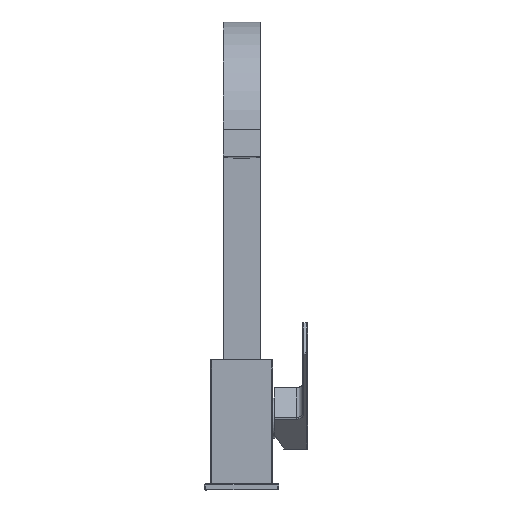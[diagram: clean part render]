
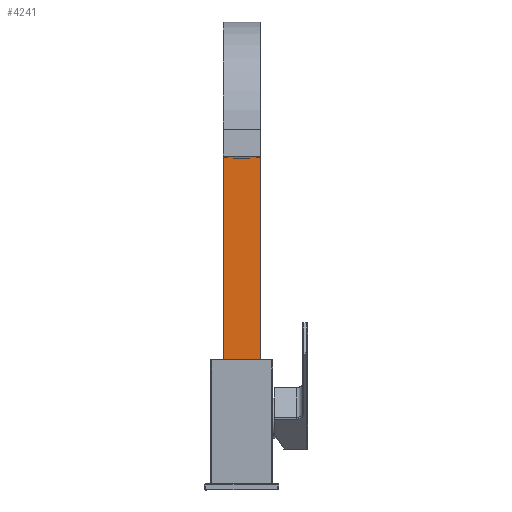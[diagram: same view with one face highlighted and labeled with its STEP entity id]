
A CAD part, top view. The second image highlights one B-rep face of the part: STEP entity #4241.
In plain terms, the highlighted planar face has unit normal (0, 0, 1).
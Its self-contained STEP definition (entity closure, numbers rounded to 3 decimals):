
#334=DIRECTION('',(0.,1.,0.));
#335=VECTOR('',#334,177.77);
#336=CARTESIAN_POINT('',(15.,100.,5.));
#337=LINE('',#336,#335);
#462=DIRECTION('',(1.,0.,0.));
#463=VECTOR('',#462,30.);
#464=CARTESIAN_POINT('',(-15.,100.,5.));
#465=LINE('',#464,#463);
#466=DIRECTION('',(0.,1.,0.));
#467=VECTOR('',#466,177.77);
#468=CARTESIAN_POINT('',(-15.,100.,5.));
#469=LINE('',#468,#467);
#580=DIRECTION('',(1.,0.,0.));
#581=VECTOR('',#580,30.);
#582=CARTESIAN_POINT('',(-15.,277.77,5.));
#583=LINE('',#582,#581);
#3384=CARTESIAN_POINT('',(-15.,277.77,5.));
#3385=CARTESIAN_POINT('',(15.,277.77,5.));
#3386=VERTEX_POINT('',#3384);
#3387=VERTEX_POINT('',#3385);
#3528=CARTESIAN_POINT('',(-15.,100.,5.));
#3529=VERTEX_POINT('',#3528);
#3530=CARTESIAN_POINT('',(15.,100.,5.));
#3531=VERTEX_POINT('',#3530);
#4228=CARTESIAN_POINT('',(-15.,100.,5.));
#4229=DIRECTION('',(0.,0.,1.));
#4230=DIRECTION('',(1.,0.,0.));
#4231=AXIS2_PLACEMENT_3D('',#4228,#4229,#4230);
#4232=PLANE('',#4231);
#4233=ORIENTED_EDGE('',*,*,#4163,.F.);
#4235=ORIENTED_EDGE('',*,*,#4234,.T.);
#4237=ORIENTED_EDGE('',*,*,#4236,.T.);
#4238=ORIENTED_EDGE('',*,*,#4205,.F.);
#4239=EDGE_LOOP('',(#4233,#4235,#4237,#4238));
#4240=FACE_OUTER_BOUND('',#4239,.F.);
#4241=ADVANCED_FACE('',(#4240),#4232,.T.);
#4163=EDGE_CURVE('',#3529,#3531,#465,.T.);
#4205=EDGE_CURVE('',#3531,#3387,#337,.T.);
#4234=EDGE_CURVE('',#3529,#3386,#469,.T.);
#4236=EDGE_CURVE('',#3386,#3387,#583,.T.);
